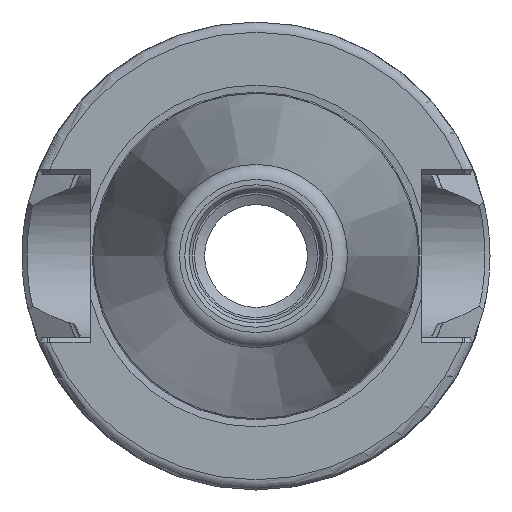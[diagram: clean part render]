
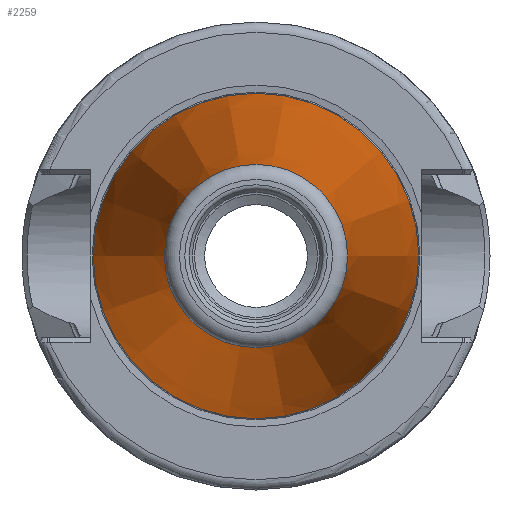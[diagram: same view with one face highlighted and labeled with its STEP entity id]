
A CAD part, left-side view. The second image highlights one B-rep face of the part: STEP entity #2259.
In plain terms, the highlighted conical face has half-angle 8.297 degrees and reference radius 12.502 mm.
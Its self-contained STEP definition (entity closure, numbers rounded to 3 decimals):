
#214=LINE('',#4459,#311);
#311=VECTOR('',#3041,12.502);
#352=CONICAL_SURFACE('',#2495,12.502,0.145);
#450=FACE_OUTER_BOUND('',#575,.T.);
#575=EDGE_LOOP('',(#1874,#1875,#1876,#1877,#1878,#1879,#1880));
#723=CIRCLE('',#2491,9.004);
#724=CIRCLE('',#2492,9.004);
#725=CIRCLE('',#2493,9.004);
#727=CIRCLE('',#2496,15.999);
#728=CIRCLE('',#2497,15.999);
#965=VERTEX_POINT('',#4447);
#966=VERTEX_POINT('',#4448);
#967=VERTEX_POINT('',#4450);
#968=VERTEX_POINT('',#4455);
#969=VERTEX_POINT('',#4456);
#1286=EDGE_CURVE('',#965,#966,#723,.T.);
#1287=EDGE_CURVE('',#967,#965,#724,.T.);
#1288=EDGE_CURVE('',#966,#967,#725,.T.);
#1290=EDGE_CURVE('',#968,#969,#727,.T.);
#1291=EDGE_CURVE('',#969,#968,#728,.T.);
#1292=EDGE_CURVE('',#969,#967,#214,.T.);
#1874=ORIENTED_EDGE('',*,*,#1290,.F.);
#1875=ORIENTED_EDGE('',*,*,#1291,.F.);
#1876=ORIENTED_EDGE('',*,*,#1292,.T.);
#1877=ORIENTED_EDGE('',*,*,#1287,.T.);
#1878=ORIENTED_EDGE('',*,*,#1286,.T.);
#1879=ORIENTED_EDGE('',*,*,#1288,.T.);
#1880=ORIENTED_EDGE('',*,*,#1292,.F.);
#2259=ADVANCED_FACE('',(#450),#352,.T.);
#2491=AXIS2_PLACEMENT_3D('',#4449,#3027,#3028);
#2492=AXIS2_PLACEMENT_3D('',#4451,#3029,#3030);
#2493=AXIS2_PLACEMENT_3D('',#4452,#3031,#3032);
#2495=AXIS2_PLACEMENT_3D('',#4454,#3035,#3036);
#2496=AXIS2_PLACEMENT_3D('',#4457,#3037,#3038);
#2497=AXIS2_PLACEMENT_3D('',#4458,#3039,#3040);
#3027=DIRECTION('center_axis',(1.,0.,0.));
#3028=DIRECTION('ref_axis',(0.,0.,-1.));
#3029=DIRECTION('center_axis',(1.,0.,0.));
#3030=DIRECTION('ref_axis',(0.,0.,-1.));
#3031=DIRECTION('center_axis',(1.,0.,0.));
#3032=DIRECTION('ref_axis',(0.,0.,-1.));
#3035=DIRECTION('center_axis',(1.,0.,0.));
#3036=DIRECTION('ref_axis',(0.,1.,0.));
#3037=DIRECTION('center_axis',(1.,0.,0.));
#3038=DIRECTION('ref_axis',(0.,0.,-1.));
#3039=DIRECTION('center_axis',(1.,0.,0.));
#3040=DIRECTION('ref_axis',(0.,0.,-1.));
#3041=DIRECTION('',(-0.99,0.144,0.));
#4447=CARTESIAN_POINT('',(-47.116,9.004,0.));
#4448=CARTESIAN_POINT('',(-47.116,0.,9.004));
#4449=CARTESIAN_POINT('Origin',(-47.116,0.,
0.));
#4450=CARTESIAN_POINT('',(-47.116,-9.004,0.));
#4451=CARTESIAN_POINT('Origin',(-47.116,0.,
0.));
#4452=CARTESIAN_POINT('Origin',(-47.116,0.,
0.));
#4454=CARTESIAN_POINT('Origin',(-23.132,0.,
0.));
#4455=CARTESIAN_POINT('',(0.852,15.999,0.));
#4456=CARTESIAN_POINT('',(0.852,-15.999,0.));
#4457=CARTESIAN_POINT('Origin',(0.852,0.,
0.));
#4458=CARTESIAN_POINT('Origin',(0.852,0.,
0.));
#4459=CARTESIAN_POINT('',(-23.132,-12.502,0.));
